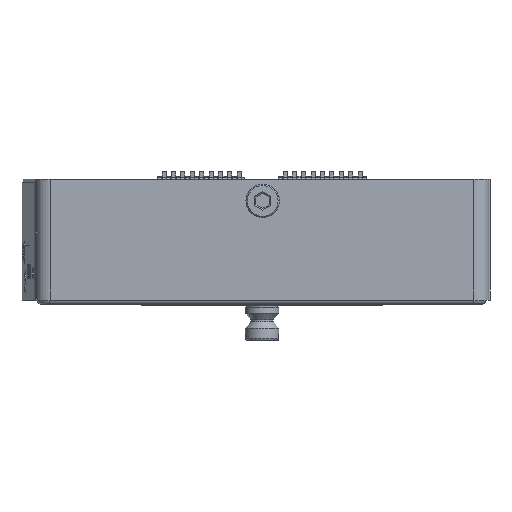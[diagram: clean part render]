
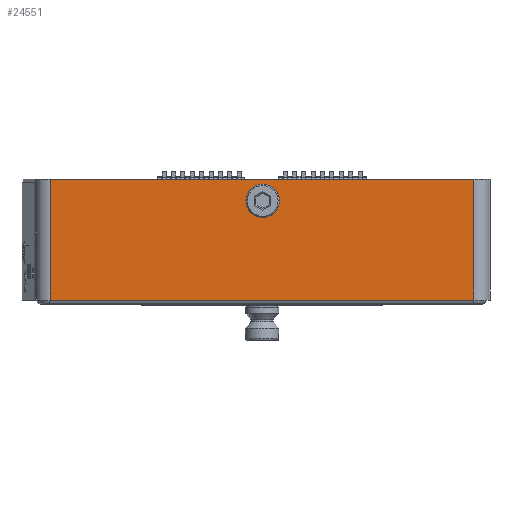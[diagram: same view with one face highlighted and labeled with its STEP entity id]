
A CAD part, left-side view. The second image highlights one B-rep face of the part: STEP entity #24551.
In plain terms, the highlighted planar face has unit normal (-1, 0, 0).
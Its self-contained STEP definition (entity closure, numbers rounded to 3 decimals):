
#76 = VERTEX_POINT ( 'NONE', #37295 ) ;
#1459 = ORIENTED_EDGE ( 'NONE', *, *, #28386, .F. ) ;
#1870 = DIRECTION ( 'NONE',  ( 0., 1., 0. ) ) ;
#2421 = CARTESIAN_POINT ( 'NONE',  ( -86., 4.5, 11.25 ) ) ;
#3061 = CARTESIAN_POINT ( 'NONE',  ( -86., 4.5, -11.25 ) ) ;
#3832 = CARTESIAN_POINT ( 'NONE',  ( -86., 83.5, -11.25 ) ) ;
#3959 = CARTESIAN_POINT ( 'NONE',  ( -86., 83.5, -11.25 ) ) ;
#4057 = VERTEX_POINT ( 'NONE', #2421 ) ;
#4254 = VERTEX_POINT ( 'NONE', #12420 ) ;
#4355 = EDGE_LOOP ( 'NONE', ( #12645 ) ) ;
#4855 = DIRECTION ( 'NONE',  ( 0., -1., 0. ) ) ;
#5510 = ORIENTED_EDGE ( 'NONE', *, *, #29749, .F. ) ;
#6006 = PLANE ( 'NONE',  #34729 ) ;
#7327 = DIRECTION ( 'NONE',  ( 0., 0., 1. ) ) ;
#8583 = CARTESIAN_POINT ( 'NONE',  ( -86., 4.5, -11.25 ) ) ;
#9862 = AXIS2_PLACEMENT_3D ( 'NONE', #42893, #22724, #1870 ) ;
#11020 = EDGE_LOOP ( 'NONE', ( #5510, #1459, #42802, #32476 ) ) ;
#11079 = VECTOR ( 'NONE', #19114, 1000. ) ;
#12188 = LINE ( 'NONE', #8583, #11079 ) ;
#12420 = CARTESIAN_POINT ( 'NONE',  ( -86., 47.025, 7.25 ) ) ;
#12645 = ORIENTED_EDGE ( 'NONE', *, *, #35603, .T. ) ;
#15200 = CARTESIAN_POINT ( 'NONE',  ( -86., 4.5, -11.25 ) ) ;
#19114 = DIRECTION ( 'NONE',  ( 0., 0., 1. ) ) ;
#20022 = CARTESIAN_POINT ( 'NONE',  ( -86., 4.5, -11.25 ) ) ;
#20633 = LINE ( 'NONE', #15200, #32435 ) ;
#22411 = VECTOR ( 'NONE', #37415, 1000. ) ;
#22724 = DIRECTION ( 'NONE',  ( 1., 0., 0. ) ) ;
#23525 = DIRECTION ( 'NONE',  ( 0., 0., 1. ) ) ;
#24551 = ADVANCED_FACE ( 'NONE', ( #40092, #41389 ), #6006, .T. ) ;
#25279 = LINE ( 'NONE', #34084, #22411 ) ;
#28386 = EDGE_CURVE ( 'NONE', #34348, #76, #38916, .T. ) ;
#29749 = EDGE_CURVE ( 'NONE', #76, #4057, #25279, .T. ) ;
#32435 = VECTOR ( 'NONE', #4855, 1000. ) ;
#32476 = ORIENTED_EDGE ( 'NONE', *, *, #42696, .T. ) ;
#34084 = CARTESIAN_POINT ( 'NONE',  ( -86., 4.5, 11.25 ) ) ;
#34348 = VERTEX_POINT ( 'NONE', #3959 ) ;
#34441 = EDGE_CURVE ( 'NONE', #34348, #40879, #20633, .T. ) ;
#34729 = AXIS2_PLACEMENT_3D ( 'NONE', #20022, #43637, #23525 ) ;
#35603 = EDGE_CURVE ( 'NONE', #4254, #4254, #41379, .T. ) ;
#37295 = CARTESIAN_POINT ( 'NONE',  ( -86., 83.5, 11.25 ) ) ;
#37415 = DIRECTION ( 'NONE',  ( 0., -1., 0. ) ) ;
#38916 = LINE ( 'NONE', #3832, #38949 ) ;
#38949 = VECTOR ( 'NONE', #7327, 1000. ) ;
#40092 = FACE_BOUND ( 'NONE', #4355, .T. ) ;
#40879 = VERTEX_POINT ( 'NONE', #3061 ) ;
#41379 = CIRCLE ( 'NONE', #9862, 3.125 ) ;
#41389 = FACE_OUTER_BOUND ( 'NONE', #11020, .T. ) ;
#42696 = EDGE_CURVE ( 'NONE', #40879, #4057, #12188, .T. ) ;
#42802 = ORIENTED_EDGE ( 'NONE', *, *, #34441, .T. ) ;
#42893 = CARTESIAN_POINT ( 'NONE',  ( -86., 43.9, 7.25 ) ) ;
#43637 = DIRECTION ( 'NONE',  ( -1., 0., 0. ) ) ;
